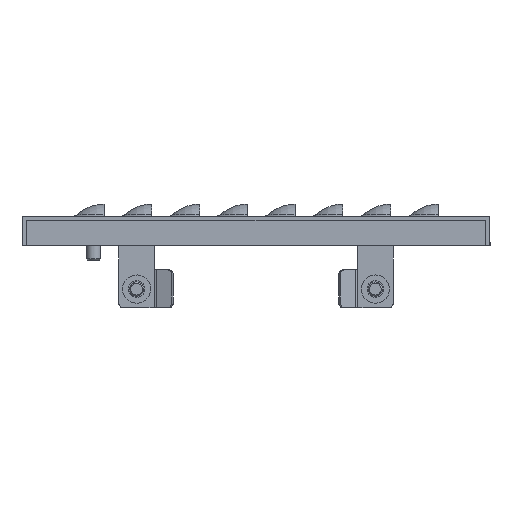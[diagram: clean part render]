
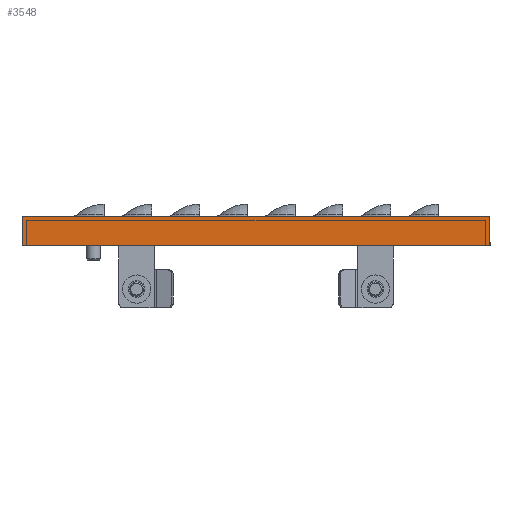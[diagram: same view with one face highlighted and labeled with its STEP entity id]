
A CAD part, left-side view. The second image highlights one B-rep face of the part: STEP entity #3548.
In plain terms, the highlighted planar face has unit normal (-1, 0, 0).
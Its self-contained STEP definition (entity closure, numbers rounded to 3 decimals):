
#779 = CARTESIAN_POINT ( 'NONE',  ( -995., -98., -12.5 ) ) ;
#1085 = VERTEX_POINT ( 'NONE', #44681 ) ;
#1368 = DIRECTION ( 'NONE',  ( 1., 0., 0. ) ) ;
#3463 = VERTEX_POINT ( 'NONE', #3788 ) ;
#3548 = ADVANCED_FACE ( 'NONE', ( #50124 ), #10351, .F. ) ;
#3788 = CARTESIAN_POINT ( 'NONE',  ( -995., -196., -12.5 ) ) ;
#4122 = LINE ( 'NONE', #22694, #43895 ) ;
#4545 = LINE ( 'NONE', #40266, #5028 ) ;
#5028 = VECTOR ( 'NONE', #53598, 1000. ) ;
#10351 = PLANE ( 'NONE',  #56592 ) ;
#16878 = EDGE_CURVE ( 'NONE', #1085, #42390, #4545, .T. ) ;
#17658 = EDGE_CURVE ( 'NONE', #17926, #3463, #4122, .T. ) ;
#17926 = VERTEX_POINT ( 'NONE', #20899 ) ;
#18751 = EDGE_CURVE ( 'NONE', #42390, #3463, #31268, .T. ) ;
#20899 = CARTESIAN_POINT ( 'NONE',  ( -995., -196., 0. ) ) ;
#22694 = CARTESIAN_POINT ( 'NONE',  ( -995., -196., 2.928 ) ) ;
#23613 = VECTOR ( 'NONE', #36214, 1000. ) ;
#24116 = ORIENTED_EDGE ( 'NONE', *, *, #16878, .T. ) ;
#24684 = ORIENTED_EDGE ( 'NONE', *, *, #50347, .T. ) ;
#25762 = DIRECTION ( 'NONE',  ( 0., 1., 0. ) ) ;
#27492 = VECTOR ( 'NONE', #25762, 1000. ) ;
#28344 = CARTESIAN_POINT ( 'NONE',  ( -995., -98., -2. ) ) ;
#29671 = ORIENTED_EDGE ( 'NONE', *, *, #17658, .F. ) ;
#31268 = LINE ( 'NONE', #779, #23613 ) ;
#33647 = LINE ( 'NONE', #51345, #27492 ) ;
#34309 = CARTESIAN_POINT ( 'NONE',  ( -995., 0., -12.5 ) ) ;
#35145 = DIRECTION ( 'NONE',  ( 0., 0., 1. ) ) ;
#35199 = DIRECTION ( 'NONE',  ( 0., 0., -1. ) ) ;
#36214 = DIRECTION ( 'NONE',  ( 0., -1., 0. ) ) ;
#40266 = CARTESIAN_POINT ( 'NONE',  ( -995., 0., 2.928 ) ) ;
#42390 = VERTEX_POINT ( 'NONE', #34309 ) ;
#43895 = VECTOR ( 'NONE', #35199, 1000. ) ;
#44681 = CARTESIAN_POINT ( 'NONE',  ( -995., 0., 0. ) ) ;
#49446 = ORIENTED_EDGE ( 'NONE', *, *, #18751, .T. ) ;
#50124 = FACE_OUTER_BOUND ( 'NONE', #52697, .T. ) ;
#50347 = EDGE_CURVE ( 'NONE', #17926, #1085, #33647, .T. ) ;
#51345 = CARTESIAN_POINT ( 'NONE',  ( -995., -98., 0. ) ) ;
#52697 = EDGE_LOOP ( 'NONE', ( #24684, #24116, #49446, #29671 ) ) ;
#53598 = DIRECTION ( 'NONE',  ( 0., 0., -1. ) ) ;
#56592 = AXIS2_PLACEMENT_3D ( 'NONE', #28344, #1368, #35145 ) ;
